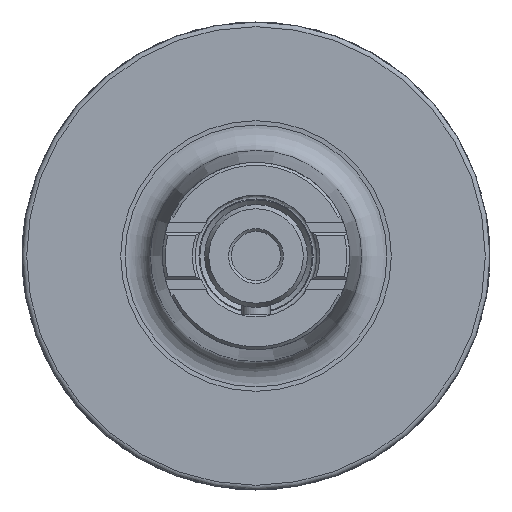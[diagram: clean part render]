
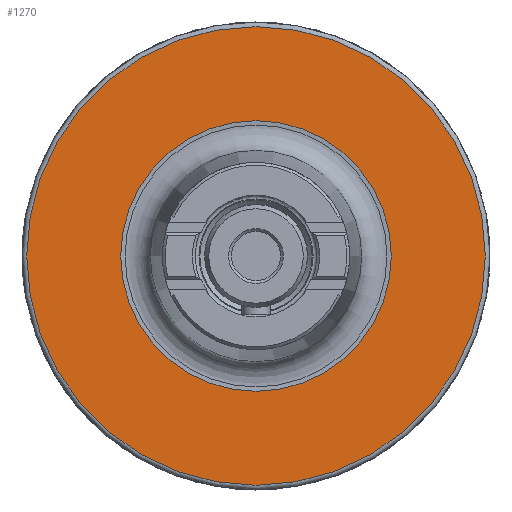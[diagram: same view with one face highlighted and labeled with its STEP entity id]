
A CAD part, left-side view. The second image highlights one B-rep face of the part: STEP entity #1270.
In plain terms, the highlighted planar face has unit normal (-1, 0, 0).
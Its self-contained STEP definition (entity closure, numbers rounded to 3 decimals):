
#1159=FACE_BOUND('',#1651,.T.);
#1160=FACE_BOUND('',#1652,.T.);
#1270=ADVANCED_FACE('',(#1159,#1160),#1390,.F.);
#1390=PLANE('',#3426);
#1651=EDGE_LOOP('',(#2091));
#1652=EDGE_LOOP('',(#2092));
#2091=ORIENTED_EDGE('',*,*,#2954,.T.);
#2092=ORIENTED_EDGE('',*,*,#2955,.F.);
#2645=VERTEX_POINT('',#5129);
#2646=VERTEX_POINT('',#5132);
#2954=EDGE_CURVE('',#2645,#2645,#3221,.T.);
#2955=EDGE_CURVE('',#2646,#2646,#3222,.T.);
#3221=CIRCLE('',#3423,48.995);
#3222=CIRCLE('',#3425,28.911);
#3423=AXIS2_PLACEMENT_3D('',#5128,#3897,#3898);
#3425=AXIS2_PLACEMENT_3D('',#5131,#3901,#3902);
#3426=AXIS2_PLACEMENT_3D('',#5133,#3903,#3904);
#3897=DIRECTION('',(-1.,0.,0.));
#3898=DIRECTION('',(0.,1.,0.));
#3901=DIRECTION('',(-1.,0.,0.));
#3902=DIRECTION('',(0.,1.,0.));
#3903=DIRECTION('',(1.,0.,0.));
#3904=DIRECTION('',(0.,1.,0.));
#5128=CARTESIAN_POINT('',(141.,0.,0.));
#5129=CARTESIAN_POINT('',(141.,48.995,0.));
#5131=CARTESIAN_POINT('',(141.,0.,0.));
#5132=CARTESIAN_POINT('',(141.,28.911,0.));
#5133=CARTESIAN_POINT('',(141.,0.,28.911));
